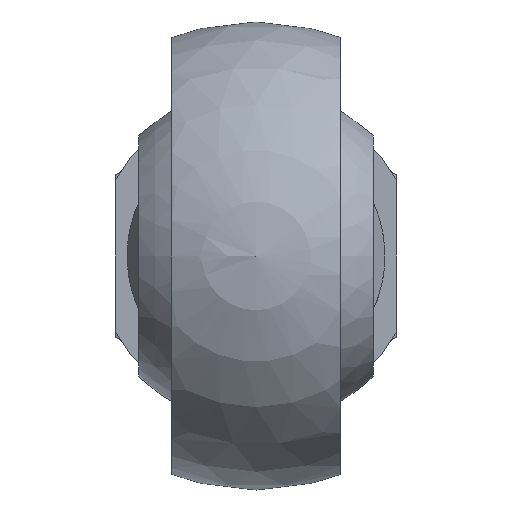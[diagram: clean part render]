
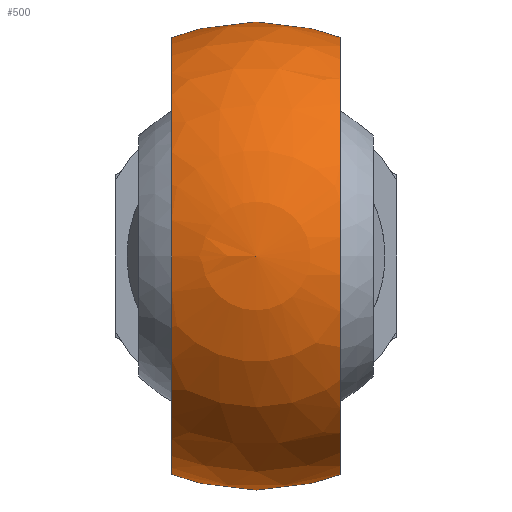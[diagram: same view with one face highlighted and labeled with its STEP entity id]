
A CAD part, left-side view. The second image highlights one B-rep face of the part: STEP entity #500.
In plain terms, the highlighted spherical face has radius 25 mm.
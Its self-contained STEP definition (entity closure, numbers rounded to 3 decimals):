
#59=SPHERICAL_SURFACE('',#570,25.);
#118=ORIENTED_EDGE('',*,*,#238,.F.);
#119=ORIENTED_EDGE('',*,*,#239,.T.);
#120=ORIENTED_EDGE('',*,*,#240,.F.);
#121=ORIENTED_EDGE('',*,*,#241,.T.);
#238=EDGE_CURVE('',#296,#297,#339,.T.);
#239=EDGE_CURVE('',#296,#298,#340,.F.);
#240=EDGE_CURVE('',#299,#298,#341,.T.);
#241=EDGE_CURVE('',#299,#297,#342,.F.);
#296=VERTEX_POINT('',#816);
#297=VERTEX_POINT('',#817);
#298=VERTEX_POINT('',#819);
#299=VERTEX_POINT('',#821);
#339=CIRCLE('',#571,21.545);
#340=CIRCLE('',#572,23.324);
#341=CIRCLE('',#573,21.545);
#342=CIRCLE('',#574,23.324);
#367=EDGE_LOOP('',(#118,#119,#120,#121));
#425=FACE_BOUND('',#367,.T.);
#500=ADVANCED_FACE('',(#425),#59,.T.);
#570=AXIS2_PLACEMENT_3D('',#814,#659,#660);
#571=AXIS2_PLACEMENT_3D('',#815,#661,#662);
#572=AXIS2_PLACEMENT_3D('',#818,#663,#664);
#573=AXIS2_PLACEMENT_3D('',#820,#665,#666);
#574=AXIS2_PLACEMENT_3D('',#822,#667,#668);
#659=DIRECTION('',(1.,0.,0.));
#660=DIRECTION('',(0.,1.,0.));
#661=DIRECTION('',(1.,0.,0.));
#662=DIRECTION('',(0.,0.,-1.));
#663=DIRECTION('',(0.,-1.,0.));
#664=DIRECTION('',(0.,0.,-1.));
#665=DIRECTION('',(1.,0.,0.));
#666=DIRECTION('',(0.,0.,-1.));
#667=DIRECTION('',(0.,1.,0.));
#668=DIRECTION('',(0.,0.,1.));
#814=CARTESIAN_POINT('',(0.,0.,0.));
#815=CARTESIAN_POINT('',(12.681,0.,0.));
#816=CARTESIAN_POINT('',(12.681,-9.,-19.575));
#817=CARTESIAN_POINT('',(12.681,9.,-19.575));
#818=CARTESIAN_POINT('',(0.,-9.,0.));
#819=CARTESIAN_POINT('',(12.681,-9.,19.575));
#820=CARTESIAN_POINT('',(12.681,0.,0.));
#821=CARTESIAN_POINT('',(12.681,9.,19.575));
#822=CARTESIAN_POINT('',(0.,9.,0.));
